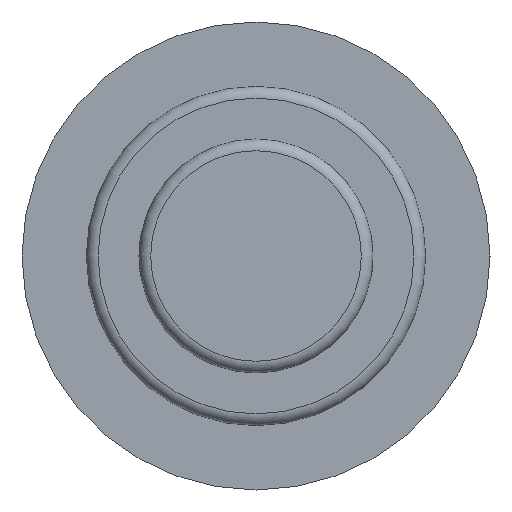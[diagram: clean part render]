
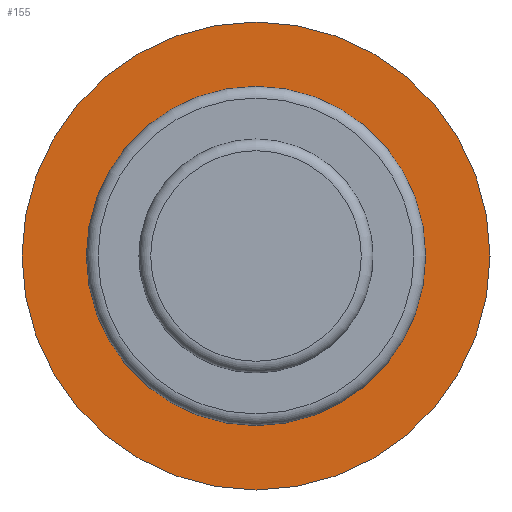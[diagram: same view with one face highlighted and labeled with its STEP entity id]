
A CAD part, left-side view. The second image highlights one B-rep face of the part: STEP entity #155.
In plain terms, the highlighted planar face has unit normal (-1, 0, 0).
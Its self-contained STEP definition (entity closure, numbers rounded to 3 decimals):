
#17=FACE_BOUND('',#48,.T.);
#20=CIRCLE('',#180,20.);
#21=CIRCLE('',#181,14.5);
#32=PLANE('',#179);
#37=FACE_OUTER_BOUND('',#47,.T.);
#47=EDGE_LOOP('',(#114));
#48=EDGE_LOOP('',(#115));
#77=VERTEX_POINT('',#331);
#78=VERTEX_POINT('',#333);
#92=EDGE_CURVE('',#77,#77,#20,.T.);
#93=EDGE_CURVE('',#78,#78,#21,.T.);
#114=ORIENTED_EDGE('',*,*,#92,.F.);
#115=ORIENTED_EDGE('',*,*,#93,.T.);
#155=ADVANCED_FACE('',(#37,#17),#32,.T.);
#179=AXIS2_PLACEMENT_3D('',#330,#205,#206);
#180=AXIS2_PLACEMENT_3D('',#332,#207,#208);
#181=AXIS2_PLACEMENT_3D('',#334,#209,#210);
#205=DIRECTION('center_axis',(-1.,0.,0.));
#206=DIRECTION('ref_axis',(0.,0.,1.));
#207=DIRECTION('center_axis',(1.,0.,0.));
#208=DIRECTION('ref_axis',(0.,1.,0.));
#209=DIRECTION('center_axis',(1.,0.,0.));
#210=DIRECTION('ref_axis',(0.,1.,0.));
#330=CARTESIAN_POINT('Origin',(-5.,20.,0.));
#331=CARTESIAN_POINT('',(-5.,-20.,0.));
#332=CARTESIAN_POINT('Origin',(-5.,0.,0.));
#333=CARTESIAN_POINT('',(-5.,-14.5,0.));
#334=CARTESIAN_POINT('Origin',(-5.,0.,0.));
